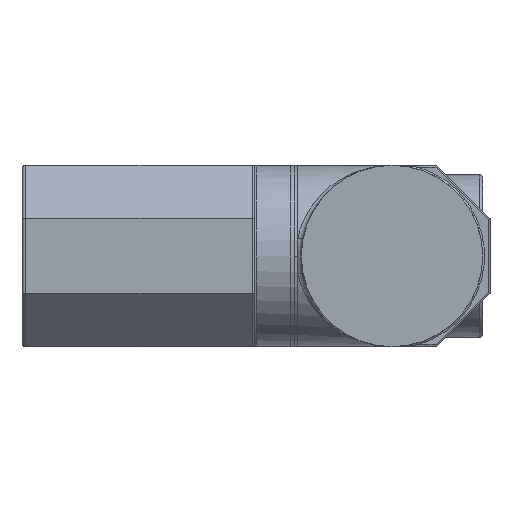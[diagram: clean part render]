
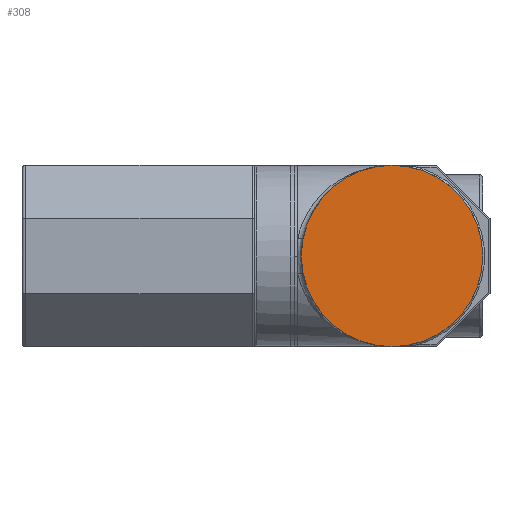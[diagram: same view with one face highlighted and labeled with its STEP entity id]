
A CAD part, front view. The second image highlights one B-rep face of the part: STEP entity #308.
In plain terms, the highlighted face is planar.
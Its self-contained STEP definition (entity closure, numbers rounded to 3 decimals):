
#308 = ADVANCED_FACE ( 'NONE', ( #4447 ), #4894, .T. ) ;
#467 = CARTESIAN_POINT ( 'NONE',  ( -50., 0., 150. ) ) ;
#629 = DIRECTION ( 'NONE',  ( 1., 0., 0. ) ) ;
#631 = ORIENTED_EDGE ( 'NONE', *, *, #1697, .T. ) ;
#653 = CARTESIAN_POINT ( 'NONE',  ( 0., 0., 150. ) ) ;
#1444 = CARTESIAN_POINT ( 'NONE',  ( 0., 0., 150. ) ) ;
#1697 = EDGE_CURVE ( 'NONE', #1817, #4707, #2118, .T. ) ;
#1817 = VERTEX_POINT ( 'NONE', #4009 ) ;
#1868 = DIRECTION ( 'NONE',  ( 0., 0., 1. ) ) ;
#2118 = CIRCLE ( 'NONE', #3009, 50. ) ;
#2278 = CARTESIAN_POINT ( 'NONE',  ( 0., 0., 150. ) ) ;
#2356 = EDGE_CURVE ( 'NONE', #4707, #1817, #3204, .T. ) ;
#3009 = AXIS2_PLACEMENT_3D ( 'NONE', #1444, #4792, #629 ) ;
#3204 = CIRCLE ( 'NONE', #3293, 50. ) ;
#3213 = DIRECTION ( 'NONE',  ( 0., 0., 1. ) ) ;
#3293 = AXIS2_PLACEMENT_3D ( 'NONE', #2278, #1868, #3534 ) ;
#3534 = DIRECTION ( 'NONE',  ( 1., 0., 0. ) ) ;
#3592 = DIRECTION ( 'NONE',  ( 1., 0., 0. ) ) ;
#3843 = AXIS2_PLACEMENT_3D ( 'NONE', #653, #3213, #3592 ) ;
#4009 = CARTESIAN_POINT ( 'NONE',  ( 50., 0., 150. ) ) ;
#4447 = FACE_OUTER_BOUND ( 'NONE', #5403, .T. ) ;
#4707 = VERTEX_POINT ( 'NONE', #467 ) ;
#4792 = DIRECTION ( 'NONE',  ( 0., 0., 1. ) ) ;
#4894 = PLANE ( 'NONE',  #3843 ) ;
#5319 = ORIENTED_EDGE ( 'NONE', *, *, #2356, .T. ) ;
#5403 = EDGE_LOOP ( 'NONE', ( #5319, #631 ) ) ;
